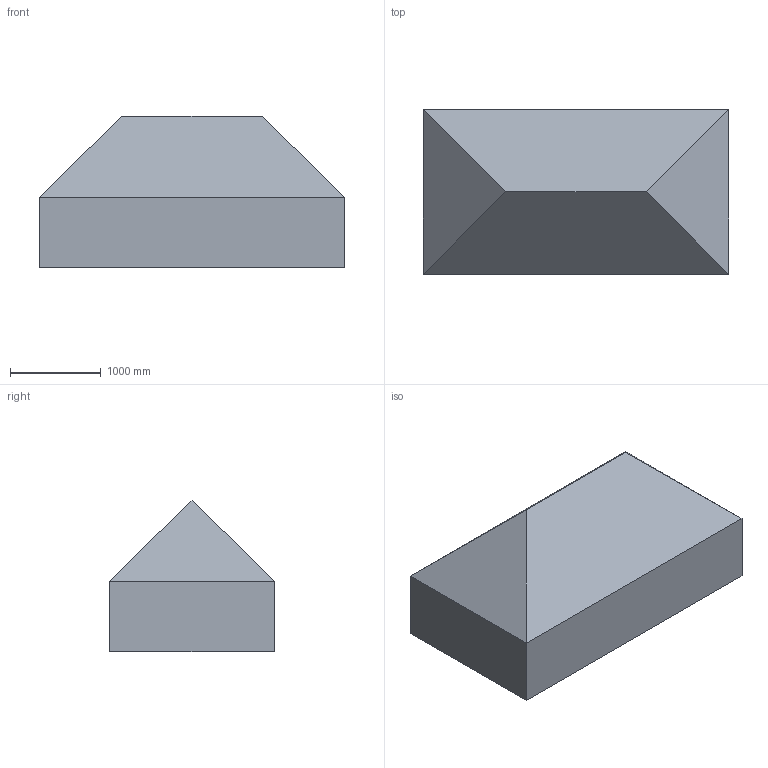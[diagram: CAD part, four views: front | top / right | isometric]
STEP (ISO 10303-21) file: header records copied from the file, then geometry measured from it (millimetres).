
FILE_DESCRIPTION(/* description */ (''),/* implementation_level */ '2;1');
FILE_NAME(/* name */ 'TEST2',/* time_stamp */ '2011-04-29T15:20:51+02:00',/* author */ (''),/* organization */ (''),/* preprocessor_version */ 'ST-DEVELOPER v10',/* originating_system */ '',/* authorisation */ '');
FILE_SCHEMA (('CONFIG_CONTROL_DESIGN'));
Length unit declared in the file: centimetre
Products named in the file (1): 1
Bounding box: 3370.42 x 1815.76 x 1672.26 mm (x, y, z)
Surface area: 16167664.2 mm2 (no closed solid volume)
Topology: 0 solids, 3 shells, 8 faces, 53 edges, 54 vertices
Faces by surface type: bspline 8
Entity records: 939 total; most frequent: CARTESIAN_POINT 644, B_SPLINE_CURVE_WITH_KNOTS 45, ORIENTED_EDGE 30, EDGE_CURVE 25, VERTEX_POINT 20, COMPOSITE_CURVE_SEGMENT 17, DIRECTION 12, ADVANCED_FACE 8
